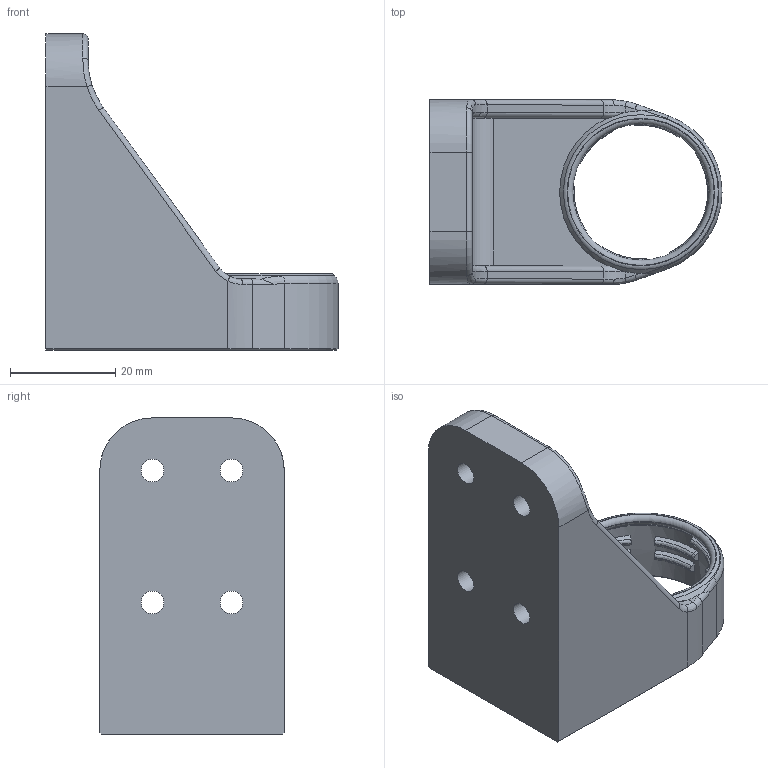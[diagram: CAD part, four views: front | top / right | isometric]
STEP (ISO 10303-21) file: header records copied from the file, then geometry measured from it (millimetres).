
FILE_DESCRIPTION(/* description */ (''),/* implementation_level */ '2;1');
FILE_NAME(/* name */ 'balloon-gripper-mount.step',/* time_stamp */ '2024-06-06T11:34:17+02:00',/* author */ (''),/* organization */ (''),/* preprocessor_version */ 'ST-DEVELOPER v20',/* originating_system */ 'Autodesk Translation Framework v13.14.0.145',/* authorisation */ '');
FILE_SCHEMA (('AUTOMOTIVE_DESIGN { 1 0 10303 214 3 1 1 }'));
Length unit declared in the file: millimetre
Products named in the file (1): pco1810
Bounding box: 55.4 x 35 x 60 mm (x, y, z)
Volume: 31778.7 mm3; surface area: 11903.1 mm2
Topology: 1 solids, 1 shells, 219 faces, 554 edges, 345 vertices
Faces by surface type: bspline 124, plane 50, cylinder 23, torus 16, cone 6
Full cylindrical faces by diameter (mm): 4.3 x4, 25.8 x1, 27.8 x1
Entity records: 9298 total; most frequent: CARTESIAN_POINT 5009, ORIENTED_EDGE 1108, EDGE_CURVE 554, DIRECTION 485, B_SPLINE_CURVE_WITH_KNOTS 352, VERTEX_POINT 345, EDGE_LOOP 237, FACE_OUTER_BOUND 219
